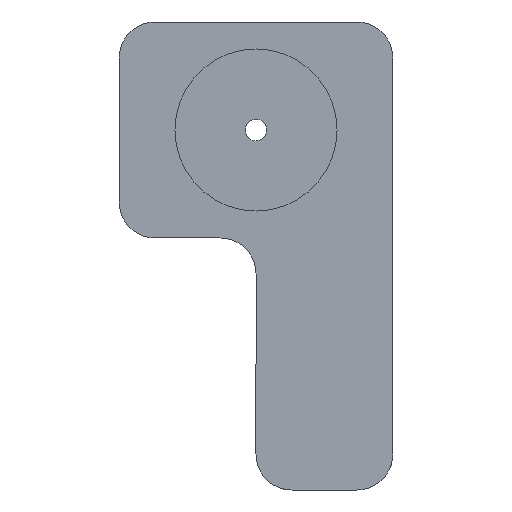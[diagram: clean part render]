
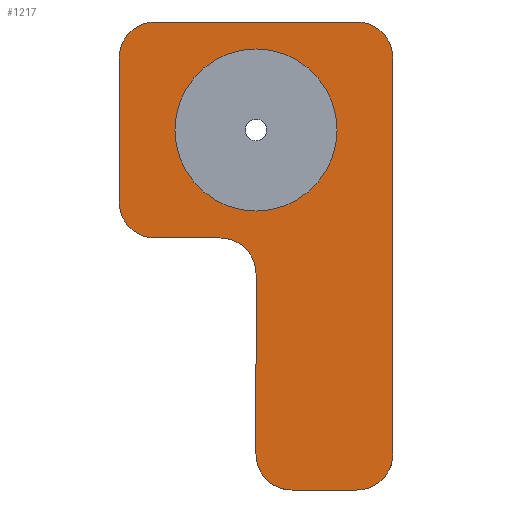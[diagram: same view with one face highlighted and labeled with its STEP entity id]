
A CAD part, front view. The second image highlights one B-rep face of the part: STEP entity #1217.
In plain terms, the highlighted planar face has unit normal (0, -1, 0).
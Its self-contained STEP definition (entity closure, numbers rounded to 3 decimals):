
#2 = CIRCLE ( 'NONE', #1079, 5. ) ;
#24 = ORIENTED_EDGE ( 'NONE', *, *, #990, .T. ) ;
#52 = CARTESIAN_POINT ( 'NONE',  ( 4.5, 0., 27.5 ) ) ;
#88 = ORIENTED_EDGE ( 'NONE', *, *, #136, .T. ) ;
#89 = DIRECTION ( 'NONE',  ( 0., -1., 0. ) ) ;
#109 = EDGE_CURVE ( 'NONE', #382, #1139, #127, .T. ) ;
#110 = CARTESIAN_POINT ( 'NONE',  ( -28.5, 0., 0. ) ) ;
#125 = ORIENTED_EDGE ( 'NONE', *, *, #1511, .F. ) ;
#127 = CIRCLE ( 'NONE', #579, 5. ) ;
#130 = DIRECTION ( 'NONE',  ( 0., 1., 0. ) ) ;
#136 = EDGE_CURVE ( 'NONE', #553, #1914, #1117, .T. ) ;
#181 = CARTESIAN_POINT ( 'NONE',  ( -23.5, 0., 32.5 ) ) ;
#185 = DIRECTION ( 'NONE',  ( 0., -1., 0. ) ) ;
#200 = DIRECTION ( 'NONE',  ( 0., -1., 0. ) ) ;
#263 = CARTESIAN_POINT ( 'NONE',  ( -4.5, 0., -32.5 ) ) ;
#291 = LINE ( 'NONE', #1244, #1257 ) ;
#307 = CIRCLE ( 'NONE', #776, 5. ) ;
#324 = CARTESIAN_POINT ( 'NONE',  ( -9.5, 0., 28.75 ) ) ;
#376 = CARTESIAN_POINT ( 'NONE',  ( -23.5, 0., 2.5 ) ) ;
#380 = CARTESIAN_POINT ( 'NONE',  ( -23.5, 0., 7.5 ) ) ;
#382 = VERTEX_POINT ( 'NONE', #376 ) ;
#383 = AXIS2_PLACEMENT_3D ( 'NONE', #433, #130, #451 ) ;
#394 = VERTEX_POINT ( 'NONE', #181 ) ;
#396 = VECTOR ( 'NONE', #1116, 1000. ) ;
#398 = EDGE_CURVE ( 'NONE', #677, #394, #538, .T. ) ;
#419 = CIRCLE ( 'NONE', #728, 5. ) ;
#427 = DIRECTION ( 'NONE',  ( 0., 0., 1. ) ) ;
#433 = CARTESIAN_POINT ( 'NONE',  ( 0., 0., 0. ) ) ;
#446 = ORIENTED_EDGE ( 'NONE', *, *, #1424, .F. ) ;
#451 = DIRECTION ( 'NONE',  ( 0., 0., 1. ) ) ;
#524 = DIRECTION ( 'NONE',  ( 0., 1., 0. ) ) ;
#538 = LINE ( 'NONE', #1971, #559 ) ;
#553 = VERTEX_POINT ( 'NONE', #324 ) ;
#559 = VECTOR ( 'NONE', #1162, 1000. ) ;
#565 = VERTEX_POINT ( 'NONE', #1479 ) ;
#566 = ORIENTED_EDGE ( 'NONE', *, *, #1810, .T. ) ;
#579 = AXIS2_PLACEMENT_3D ( 'NONE', #380, #1337, #1657 ) ;
#611 = DIRECTION ( 'NONE',  ( 0., 0., 1. ) ) ;
#618 = CARTESIAN_POINT ( 'NONE',  ( 9.5, 0., 0. ) ) ;
#677 = VERTEX_POINT ( 'NONE', #1363 ) ;
#681 = EDGE_CURVE ( 'NONE', #1781, #382, #1020, .T. ) ;
#690 = CIRCLE ( 'NONE', #853, 11.25 ) ;
#716 = EDGE_CURVE ( 'NONE', #1283, #677, #1980, .T. ) ;
#722 = ORIENTED_EDGE ( 'NONE', *, *, #1704, .F. ) ;
#728 = AXIS2_PLACEMENT_3D ( 'NONE', #1475, #185, #1963 ) ;
#759 = CARTESIAN_POINT ( 'NONE',  ( -4.5, 0., -27.5 ) ) ;
#762 = CARTESIAN_POINT ( 'NONE',  ( 4.5, 0., -27.5 ) ) ;
#774 = VERTEX_POINT ( 'NONE', #952 ) ;
#776 = AXIS2_PLACEMENT_3D ( 'NONE', #762, #1733, #427 ) ;
#789 = AXIS2_PLACEMENT_3D ( 'NONE', #52, #200, #1498 ) ;
#836 = EDGE_CURVE ( 'NONE', #1476, #1283, #938, .T. ) ;
#853 = AXIS2_PLACEMENT_3D ( 'NONE', #1146, #524, #1786 ) ;
#868 = DIRECTION ( 'NONE',  ( -1., 0., 0. ) ) ;
#899 = ORIENTED_EDGE ( 'NONE', *, *, #836, .T. ) ;
#902 = LINE ( 'NONE', #110, #946 ) ;
#923 = PLANE ( 'NONE',  #383 ) ;
#936 = ORIENTED_EDGE ( 'NONE', *, *, #1835, .T. ) ;
#938 = LINE ( 'NONE', #618, #396 ) ;
#946 = VECTOR ( 'NONE', #1708, 1000. ) ;
#952 = CARTESIAN_POINT ( 'NONE',  ( -9.5, 0., -2.5 ) ) ;
#990 = EDGE_CURVE ( 'NONE', #394, #1436, #419, .T. ) ;
#996 = CARTESIAN_POINT ( 'NONE',  ( 0., 0., 2.5 ) ) ;
#1020 = LINE ( 'NONE', #996, #1134 ) ;
#1023 = AXIS2_PLACEMENT_3D ( 'NONE', #1325, #1503, #1166 ) ;
#1048 = ORIENTED_EDGE ( 'NONE', *, *, #398, .T. ) ;
#1056 = EDGE_LOOP ( 'NONE', ( #1724, #566, #446, #1191, #722, #125, #899, #1554, #1048, #24, #936, #1574 ) ) ;
#1079 = AXIS2_PLACEMENT_3D ( 'NONE', #759, #89, #611 ) ;
#1090 = DIRECTION ( 'NONE',  ( 0., 1., 0. ) ) ;
#1116 = DIRECTION ( 'NONE',  ( 0., 0., 1. ) ) ;
#1117 = CIRCLE ( 'NONE', #1023, 11.25 ) ;
#1134 = VECTOR ( 'NONE', #868, 1000. ) ;
#1139 = VERTEX_POINT ( 'NONE', #1910 ) ;
#1146 = CARTESIAN_POINT ( 'NONE',  ( -9.5, 0., 17.5 ) ) ;
#1159 = CARTESIAN_POINT ( 'NONE',  ( 9.5, 0., 27.5 ) ) ;
#1162 = DIRECTION ( 'NONE',  ( -1., 0., 0. ) ) ;
#1166 = DIRECTION ( 'NONE',  ( 0., 0., 1. ) ) ;
#1177 = CARTESIAN_POINT ( 'NONE',  ( 4.5, 0., -32.5 ) ) ;
#1191 = ORIENTED_EDGE ( 'NONE', *, *, #1878, .T. ) ;
#1210 = CARTESIAN_POINT ( 'NONE',  ( -14.5, 0., 2.5 ) ) ;
#1217 = ADVANCED_FACE ( 'NONE', ( #1561, #1550 ), #923, .F. ) ;
#1244 = CARTESIAN_POINT ( 'NONE',  ( -9.5, 0., 0. ) ) ;
#1257 = VECTOR ( 'NONE', #1902, 1000. ) ;
#1258 = VECTOR ( 'NONE', #1501, 1000. ) ;
#1283 = VERTEX_POINT ( 'NONE', #1159 ) ;
#1325 = CARTESIAN_POINT ( 'NONE',  ( -9.5, 0., 17.5 ) ) ;
#1336 = ORIENTED_EDGE ( 'NONE', *, *, #1351, .T. ) ;
#1337 = DIRECTION ( 'NONE',  ( 0., 1., 0. ) ) ;
#1351 = EDGE_CURVE ( 'NONE', #1914, #553, #690, .T. ) ;
#1363 = CARTESIAN_POINT ( 'NONE',  ( 4.5, 0., 32.5 ) ) ;
#1420 = DIRECTION ( 'NONE',  ( 0., 0., 1. ) ) ;
#1424 = EDGE_CURVE ( 'NONE', #565, #774, #291, .T. ) ;
#1436 = VERTEX_POINT ( 'NONE', #1564 ) ;
#1475 = CARTESIAN_POINT ( 'NONE',  ( -23.5, 0., 27.5 ) ) ;
#1476 = VERTEX_POINT ( 'NONE', #1596 ) ;
#1479 = CARTESIAN_POINT ( 'NONE',  ( -9.5, 0., -27.5 ) ) ;
#1487 = VERTEX_POINT ( 'NONE', #263 ) ;
#1498 = DIRECTION ( 'NONE',  ( 0., 0., 1. ) ) ;
#1501 = DIRECTION ( 'NONE',  ( -1., 0., 0. ) ) ;
#1503 = DIRECTION ( 'NONE',  ( 0., 1., 0. ) ) ;
#1511 = EDGE_CURVE ( 'NONE', #1476, #1681, #307, .T. ) ;
#1550 = FACE_OUTER_BOUND ( 'NONE', #1056, .T. ) ;
#1554 = ORIENTED_EDGE ( 'NONE', *, *, #716, .T. ) ;
#1561 = FACE_BOUND ( 'NONE', #1916, .T. ) ;
#1564 = CARTESIAN_POINT ( 'NONE',  ( -28.5, 0., 27.5 ) ) ;
#1574 = ORIENTED_EDGE ( 'NONE', *, *, #109, .F. ) ;
#1596 = CARTESIAN_POINT ( 'NONE',  ( 9.5, 0., -27.5 ) ) ;
#1657 = DIRECTION ( 'NONE',  ( 0., 0., 1. ) ) ;
#1669 = AXIS2_PLACEMENT_3D ( 'NONE', #1909, #1090, #1420 ) ;
#1681 = VERTEX_POINT ( 'NONE', #1177 ) ;
#1704 = EDGE_CURVE ( 'NONE', #1681, #1487, #2002, .T. ) ;
#1708 = DIRECTION ( 'NONE',  ( 0., 0., -1. ) ) ;
#1724 = ORIENTED_EDGE ( 'NONE', *, *, #681, .F. ) ;
#1733 = DIRECTION ( 'NONE',  ( 0., 1., 0. ) ) ;
#1781 = VERTEX_POINT ( 'NONE', #1210 ) ;
#1786 = DIRECTION ( 'NONE',  ( 0., 0., 1. ) ) ;
#1810 = EDGE_CURVE ( 'NONE', #1781, #774, #1865, .T. ) ;
#1835 = EDGE_CURVE ( 'NONE', #1436, #1139, #902, .T. ) ;
#1865 = CIRCLE ( 'NONE', #1669, 5. ) ;
#1878 = EDGE_CURVE ( 'NONE', #565, #1487, #2, .T. ) ;
#1902 = DIRECTION ( 'NONE',  ( 0., 0., 1. ) ) ;
#1909 = CARTESIAN_POINT ( 'NONE',  ( -14.5, 0., -2.5 ) ) ;
#1910 = CARTESIAN_POINT ( 'NONE',  ( -28.5, 0., 7.5 ) ) ;
#1914 = VERTEX_POINT ( 'NONE', #1968 ) ;
#1916 = EDGE_LOOP ( 'NONE', ( #1336, #88 ) ) ;
#1963 = DIRECTION ( 'NONE',  ( 0., 0., 1. ) ) ;
#1968 = CARTESIAN_POINT ( 'NONE',  ( -9.5, 0., 6.25 ) ) ;
#1971 = CARTESIAN_POINT ( 'NONE',  ( 0., 0., 32.5 ) ) ;
#1980 = CIRCLE ( 'NONE', #789, 5. ) ;
#1982 = CARTESIAN_POINT ( 'NONE',  ( 0., 0., -32.5 ) ) ;
#2002 = LINE ( 'NONE', #1982, #1258 ) ;
